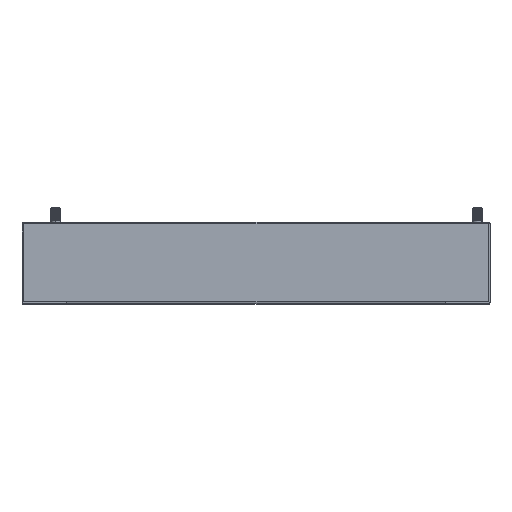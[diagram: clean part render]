
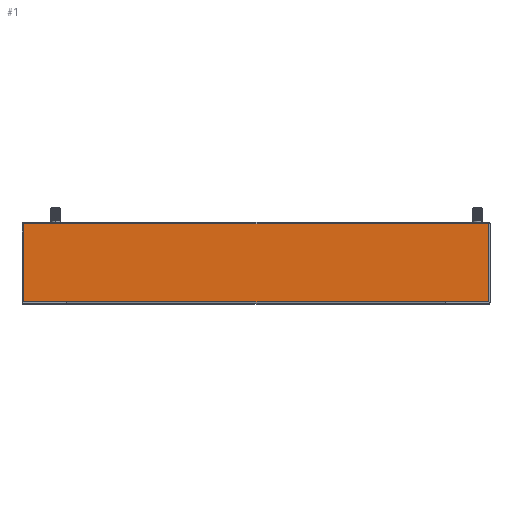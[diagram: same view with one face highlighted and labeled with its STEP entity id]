
A CAD part, top view. The second image highlights one B-rep face of the part: STEP entity #1.
In plain terms, the highlighted face is planar.
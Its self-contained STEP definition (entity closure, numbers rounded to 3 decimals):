
#1 = ADVANCED_FACE ( 'NONE', ( #4880 ), #4684, .F. ) ;
#508 = EDGE_CURVE ( 'NONE', #3737, #3409, #1349, .T. ) ;
#509 = EDGE_CURVE ( 'NONE', #3741, #3739, #1358, .T. ) ;
#514 = EDGE_CURVE ( 'NONE', #3731, #3740, #1371, .T. ) ;
#515 = EDGE_CURVE ( 'NONE', #3735, #3736, #1376, .T. ) ;
#518 = EDGE_CURVE ( 'NONE', #3737, #3739, #1386, .T. ) ;
#1349 = LINE ( 'NONE', #1356, #4457 ) ;
#1356 = CARTESIAN_POINT ( 'NONE',  ( 232.5, -48., -2. ) ) ;
#1357 = DIRECTION ( 'NONE',  ( 0., -1., 0. ) ) ;
#1358 = LINE ( 'NONE', #1360, #4452 ) ;
#1360 = CARTESIAN_POINT ( 'NONE',  ( -232.5, -48., -2. ) ) ;
#1361 = DIRECTION ( 'NONE',  ( 0., 1., 0. ) ) ;
#1367 = CARTESIAN_POINT ( 'NONE',  ( -232.5, -48., -2. ) ) ;
#1371 = LINE ( 'NONE', #1367, #4447 ) ;
#1375 = DIRECTION ( 'NONE',  ( 0., 1., 0. ) ) ;
#1376 = LINE ( 'NONE', #1378, #4603 ) ;
#1378 = CARTESIAN_POINT ( 'NONE',  ( 232.5, -48., -2. ) ) ;
#1379 = DIRECTION ( 'NONE',  ( 0., -1., 0. ) ) ;
#1386 = LINE ( 'NONE', #1388, #4441 ) ;
#1388 = CARTESIAN_POINT ( 'NONE',  ( 232.5, -47.9, -2. ) ) ;
#1389 = DIRECTION ( 'NONE',  ( -1., 0., 0. ) ) ;
#1408 = CARTESIAN_POINT ( 'NONE',  ( 232.5, -48., -2. ) ) ;
#1524 = CARTESIAN_POINT ( 'NONE',  ( 285.5, 48., -2. ) ) ;
#1525 = CARTESIAN_POINT ( 'NONE',  ( 285.5, -48., -2. ) ) ;
#1526 = CARTESIAN_POINT ( 'NONE',  ( -285.5, -48., -2. ) ) ;
#1528 = CARTESIAN_POINT ( 'NONE',  ( -232.5, 47.9, -2. ) ) ;
#1530 = CARTESIAN_POINT ( 'NONE',  ( -285.5, 48., -2. ) ) ;
#1532 = CARTESIAN_POINT ( 'NONE',  ( 232.5, 48., -2. ) ) ;
#1533 = CARTESIAN_POINT ( 'NONE',  ( 232.5, 47.9, -2. ) ) ;
#1534 = CARTESIAN_POINT ( 'NONE',  ( 232.5, -47.9, -2. ) ) ;
#1536 = CARTESIAN_POINT ( 'NONE',  ( -232.5, -47.9, -2. ) ) ;
#1537 = CARTESIAN_POINT ( 'NONE',  ( -232.5, 48., -2. ) ) ;
#1538 = CARTESIAN_POINT ( 'NONE',  ( -232.5, -48., -2. ) ) ;
#1894 = CARTESIAN_POINT ( 'NONE',  ( -285.5, -48., -2. ) ) ;
#1898 = LINE ( 'NONE', #1894, #4392 ) ;
#1900 = LINE ( 'NONE', #1910, #4390 ) ;
#1901 = LINE ( 'NONE', #1907, #4393 ) ;
#1905 = LINE ( 'NONE', #1919, #4389 ) ;
#1906 = DIRECTION ( 'NONE',  ( 1., 0., 0. ) ) ;
#1907 = CARTESIAN_POINT ( 'NONE',  ( -285.5, 48., -2. ) ) ;
#1908 = LINE ( 'NONE', #1922, #4386 ) ;
#1909 = DIRECTION ( 'NONE',  ( 0., -1., 0. ) ) ;
#1910 = CARTESIAN_POINT ( 'NONE',  ( -285.5, 48., -2. ) ) ;
#1911 = DIRECTION ( 'NONE',  ( -1., 0., 0. ) ) ;
#1912 = LINE ( 'NONE', #1913, #4388 ) ;
#1913 = CARTESIAN_POINT ( 'NONE',  ( -232.5, 47.9, -2. ) ) ;
#1914 = DIRECTION ( 'NONE',  ( 1., 0., 0. ) ) ;
#1915 = LINE ( 'NONE', #1917, #4387 ) ;
#1917 = CARTESIAN_POINT ( 'NONE',  ( -285.5, 48., -2. ) ) ;
#1918 = DIRECTION ( 'NONE',  ( -1., 0., 0. ) ) ;
#1919 = CARTESIAN_POINT ( 'NONE',  ( 285.5, 48., -2. ) ) ;
#1921 = DIRECTION ( 'NONE',  ( 0., 1., 0. ) ) ;
#1922 = CARTESIAN_POINT ( 'NONE',  ( -285.5, -48., -2. ) ) ;
#1923 = DIRECTION ( 'NONE',  ( 1., 0., 0. ) ) ;
#2584 = AXIS2_PLACEMENT_3D ( 'NONE', #4881, #4882, #4883 ) ;
#3409 = VERTEX_POINT ( 'NONE', #1408 ) ;
#3596 = EDGE_LOOP ( 'NONE', ( #4167, #4168, #4169, #4170, #4171, #4172, #4173, #4174, #4175, #4176, #4177, #4178 ) ) ;
#3726 = VERTEX_POINT ( 'NONE', #1524 ) ;
#3727 = VERTEX_POINT ( 'NONE', #1525 ) ;
#3729 = VERTEX_POINT ( 'NONE', #1526 ) ;
#3731 = VERTEX_POINT ( 'NONE', #1528 ) ;
#3733 = VERTEX_POINT ( 'NONE', #1530 ) ;
#3735 = VERTEX_POINT ( 'NONE', #1532 ) ;
#3736 = VERTEX_POINT ( 'NONE', #1533 ) ;
#3737 = VERTEX_POINT ( 'NONE', #1534 ) ;
#3739 = VERTEX_POINT ( 'NONE', #1536 ) ;
#3740 = VERTEX_POINT ( 'NONE', #1537 ) ;
#3741 = VERTEX_POINT ( 'NONE', #1538 ) ;
#3946 = EDGE_CURVE ( 'NONE', #3729, #3741, #1898, .T. ) ;
#3947 = EDGE_CURVE ( 'NONE', #3733, #3729, #1901, .T. ) ;
#3948 = EDGE_CURVE ( 'NONE', #3740, #3733, #1900, .T. ) ;
#3949 = EDGE_CURVE ( 'NONE', #3731, #3736, #1912, .T. ) ;
#3950 = EDGE_CURVE ( 'NONE', #3726, #3735, #1915, .T. ) ;
#3951 = EDGE_CURVE ( 'NONE', #3727, #3726, #1905, .T. ) ;
#3952 = EDGE_CURVE ( 'NONE', #3409, #3727, #1908, .T. ) ;
#4167 = ORIENTED_EDGE ( 'NONE', *, *, #508, .F. ) ;
#4168 = ORIENTED_EDGE ( 'NONE', *, *, #518, .T. ) ;
#4169 = ORIENTED_EDGE ( 'NONE', *, *, #509, .F. ) ;
#4170 = ORIENTED_EDGE ( 'NONE', *, *, #3946, .F. ) ;
#4171 = ORIENTED_EDGE ( 'NONE', *, *, #3947, .F. ) ;
#4172 = ORIENTED_EDGE ( 'NONE', *, *, #3948, .F. ) ;
#4173 = ORIENTED_EDGE ( 'NONE', *, *, #514, .F. ) ;
#4174 = ORIENTED_EDGE ( 'NONE', *, *, #3949, .T. ) ;
#4175 = ORIENTED_EDGE ( 'NONE', *, *, #515, .F. ) ;
#4176 = ORIENTED_EDGE ( 'NONE', *, *, #3950, .F. ) ;
#4177 = ORIENTED_EDGE ( 'NONE', *, *, #3951, .F. ) ;
#4178 = ORIENTED_EDGE ( 'NONE', *, *, #3952, .F. ) ;
#4386 = VECTOR ( 'NONE', #1923, 1000. ) ;
#4387 = VECTOR ( 'NONE', #1918, 1000. ) ;
#4388 = VECTOR ( 'NONE', #1914, 1000. ) ;
#4389 = VECTOR ( 'NONE', #1921, 1000. ) ;
#4390 = VECTOR ( 'NONE', #1911, 1000. ) ;
#4392 = VECTOR ( 'NONE', #1906, 1000. ) ;
#4393 = VECTOR ( 'NONE', #1909, 1000. ) ;
#4441 = VECTOR ( 'NONE', #1389, 1000. ) ;
#4447 = VECTOR ( 'NONE', #1375, 1000. ) ;
#4452 = VECTOR ( 'NONE', #1361, 1000. ) ;
#4457 = VECTOR ( 'NONE', #1357, 1000. ) ;
#4603 = VECTOR ( 'NONE', #1379, 1000. ) ;
#4684 = PLANE ( 'NONE',  #2584 ) ;
#4880 = FACE_OUTER_BOUND ( 'NONE', #3596, .T. ) ;
#4881 = CARTESIAN_POINT ( 'NONE',  ( -285.5, -48., -2. ) ) ;
#4882 = DIRECTION ( 'NONE',  ( 0., 0., 1. ) ) ;
#4883 = DIRECTION ( 'NONE',  ( 1., 0., 0. ) ) ;
